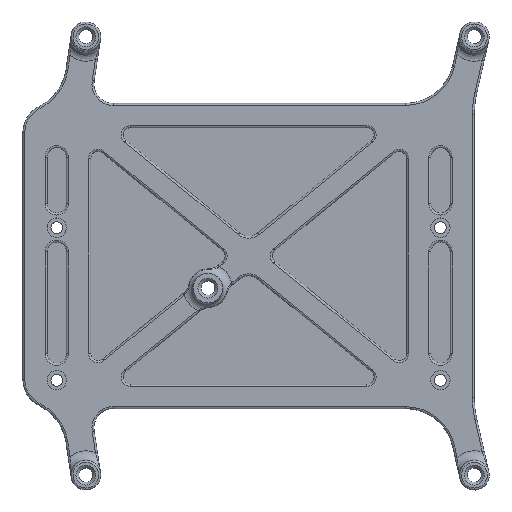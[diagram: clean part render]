
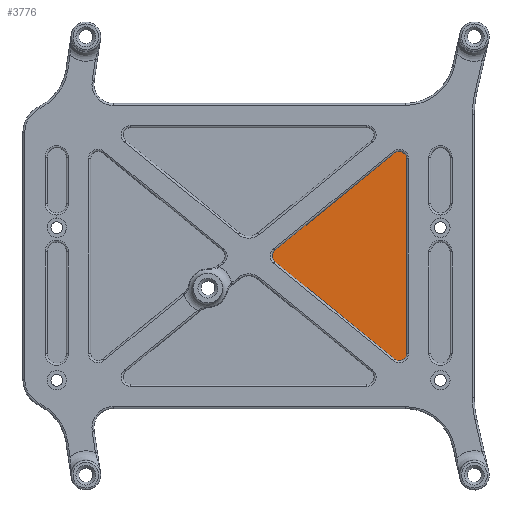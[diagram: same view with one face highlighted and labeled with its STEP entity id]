
A CAD part, top view. The second image highlights one B-rep face of the part: STEP entity #3776.
In plain terms, the highlighted planar face has unit normal (0, 0, 1).
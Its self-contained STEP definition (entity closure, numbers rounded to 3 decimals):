
#263=PLANE('',#4276);
#490=FACE_OUTER_BOUND('',#753,.T.);
#753=EDGE_LOOP('',(#3400,#3401,#3402,#3403,#3404,#3405));
#959=LINE('',#6449,#1205);
#1015=LINE('',#7282,#1261);
#1016=LINE('',#7285,#1262);
#1205=VECTOR('',#5048,10.);
#1261=VECTOR('',#5450,10.);
#1262=VECTOR('',#5453,10.);
#1457=CIRCLE('',#4102,1.5);
#1458=CIRCLE('',#4105,1.5);
#1548=CIRCLE('',#4277,1.5);
#1804=VERTEX_POINT('',#6441);
#1805=VERTEX_POINT('',#6443);
#1806=VERTEX_POINT('',#6447);
#1807=VERTEX_POINT('',#6451);
#1874=VERTEX_POINT('',#7281);
#1875=VERTEX_POINT('',#7283);
#2242=EDGE_CURVE('',#1805,#1804,#1457,.T.);
#2245=EDGE_CURVE('',#1806,#1804,#959,.T.);
#2247=EDGE_CURVE('',#1806,#1807,#1458,.T.);
#2406=EDGE_CURVE('',#1874,#1807,#1015,.T.);
#2407=EDGE_CURVE('',#1874,#1875,#1548,.T.);
#2408=EDGE_CURVE('',#1805,#1875,#1016,.T.);
#3400=ORIENTED_EDGE('',*,*,#2242,.T.);
#3401=ORIENTED_EDGE('',*,*,#2245,.F.);
#3402=ORIENTED_EDGE('',*,*,#2247,.T.);
#3403=ORIENTED_EDGE('',*,*,#2406,.F.);
#3404=ORIENTED_EDGE('',*,*,#2407,.T.);
#3405=ORIENTED_EDGE('',*,*,#2408,.F.);
#3776=ADVANCED_FACE('',(#490),#263,.F.);
#4102=AXIS2_PLACEMENT_3D('',#6444,#5042,#5043);
#4105=AXIS2_PLACEMENT_3D('',#6453,#5052,#5053);
#4276=AXIS2_PLACEMENT_3D('',#7280,#5448,#5449);
#4277=AXIS2_PLACEMENT_3D('',#7284,#5451,#5452);
#5042=DIRECTION('center_axis',(0.,0.,1.));
#5043=DIRECTION('ref_axis',(0.43,-0.903,0.));
#5048=DIRECTION('',(0.,-1.,0.));
#5052=DIRECTION('center_axis',(0.,0.,1.));
#5053=DIRECTION('ref_axis',(0.43,0.903,0.));
#5448=DIRECTION('center_axis',(0.,0.,-1.));
#5449=DIRECTION('ref_axis',(-1.,0.,0.));
#5450=DIRECTION('',(0.776,0.631,0.));
#5451=DIRECTION('center_axis',(0.,0.,1.));
#5452=DIRECTION('ref_axis',(-1.,0.,0.));
#5453=DIRECTION('',(-0.776,0.631,0.));
#6441=CARTESIAN_POINT('',(26.1,-20.126,0.4));
#6443=CARTESIAN_POINT('',(23.654,-21.29,0.4));
#6444=CARTESIAN_POINT('Origin',(24.6,-20.126,0.4));
#6447=CARTESIAN_POINT('',(26.1,20.126,0.4));
#6449=CARTESIAN_POINT('',(26.1,26.5,0.4));
#6451=CARTESIAN_POINT('',(23.654,21.29,0.4));
#6453=CARTESIAN_POINT('Origin',(24.6,20.126,0.4));
#7280=CARTESIAN_POINT('Origin',(11.782,0.,
0.4));
#7281=CARTESIAN_POINT('',(-1.105,1.164,0.4));
#7282=CARTESIAN_POINT('',(26.1,23.278,0.4));
#7283=CARTESIAN_POINT('',(-1.105,-1.164,0.4));
#7284=CARTESIAN_POINT('Origin',(-0.159,0.,
0.4));
#7285=CARTESIAN_POINT('',(-2.537,0.,0.4));
